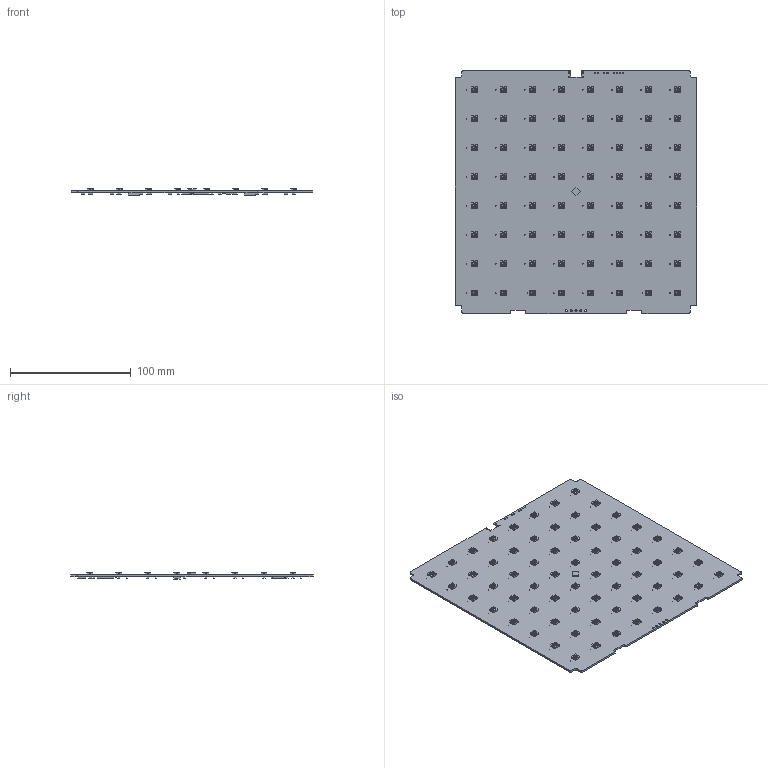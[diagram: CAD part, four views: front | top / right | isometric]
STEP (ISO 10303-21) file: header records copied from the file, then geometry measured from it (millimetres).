
FILE_DESCRIPTION(('Open CASCADE Model'),'2;1');
FILE_NAME('Open CASCADE Shape Model','2019-10-20T22:57:08',('Author'),( 'Open CASCADE'),'Open CASCADE STEP processor 6.8','Open CASCADE 6.8' ,'Unknown');
FILE_SCHEMA(('AUTOMOTIVE_DESIGN { 1 0 10303 214 1 1 1 1 }'));
Length unit declared in the file: millimetre
Products named in the file (260): PCB; Board; Open CASCADE STEP translator 6.8 1.1.1; Open CASCADE STEP translator 6.8 1.1.1.1; R9; 6345973072; Extruded; R4; 6345972032; PDS; 6478606112; R1; R2; R3; C6; C5; MPX2; 6478604592; MPX1; Y1; 6345972352; R8; C3; C4; C1; C2; RA1; 6478603392; TOUCH_IC; 6478604192; R10; 6478602832; C10; C8; TouchBar1; 6478847072; TouchBar2; D59; 6478601152; D63 ...
Assembly tree (474 placements, depth 4):
  PCB
    Board
      Open CASCADE STEP translator 6.8 1.1.1
        Open CASCADE STEP translator 6.8 1.1.1.1
    R9
      6345973072
        Extruded
    R4
      6345972032
        Extruded
    PDS
      6478606112
        Extruded
    R1
      6345973072
        Extruded
    R2
      6345972032
        Extruded
    R3
      6345972032
        Extruded
    C6
      6345972032
        Extruded
    C5
      6345972032
        Extruded
    MPX2
      6478604592
        Extruded
    MPX1
      6478604592
        Extruded
    Y1
      6345972352
        Extruded
    R8
      6345972032
        Extruded
    C3
      6345972032
        Extruded
    C4
      6345972032
        Extruded
    C1
      6345972032
        Extruded
    C2
      6345972032
        Extruded
    RA1
      6478603392
        Extruded
    TOUCH_IC
      6478604192
        Extruded
    R10
      6478602832
Bounding box: 200.1 x 201 x 5.1 mm (x, y, z)
Volume: 67175.6 mm3; surface area: 90569 mm2
Topology: 230 solids, 230 shells, 4993 faces, 14111 edges, 9706 vertices
Faces by surface type: plane 3940, cylinder 989, cone 64
Full cylindrical faces by diameter (mm): 0.254 x64, 0.9 x8, 1.146 x64, 1.7 x5
Entity records: 21071 total; most frequent: DIRECTION 3356, CARTESIAN_POINT 2901, ORIENTED_EDGE 2392, AXIS2_PLACEMENT_3D 1261, EDGE_CURVE 1196, LINE 834, VECTOR 834, VERTEX_POINT 802
